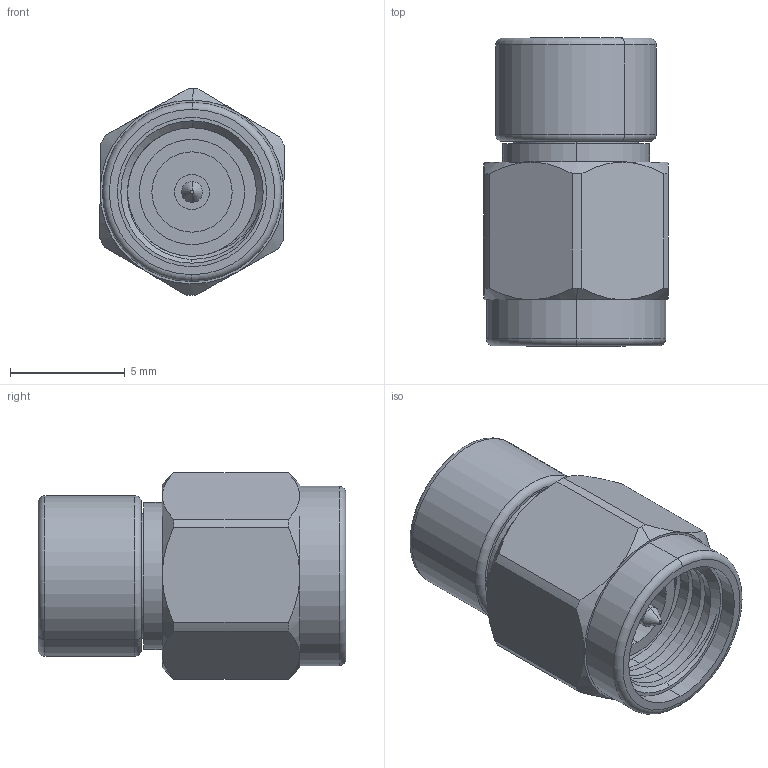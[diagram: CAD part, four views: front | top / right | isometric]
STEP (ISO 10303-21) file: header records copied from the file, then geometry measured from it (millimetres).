
FILE_DESCRIPTION (( 'STEP AP214' ), '1' );
FILE_NAME ('CM-3M-33-2, Defeatured.STEP', '2025-09-05T20:37:53', ( '' ), ( '' ), 'SwSTEP 2.0', 'SolidWorks 2021', '' );
FILE_SCHEMA (( 'AUTOMOTIVE_DESIGN' ));
Length unit declared in the file: inch
Products named in the file (1): CM-3M-33-2, Defeatured
Bounding box: 8.04 x 13.4 x 9 mm (x, y, z)
Volume: 479.1 mm3; surface area: 805.8 mm2
Topology: 3 solids, 3 shells, 100 faces, 220 edges, 138 vertices
Faces by surface type: cylinder 46, plane 24, cone 22, torus 6, bspline 2
Entity records: 5140 total; most frequent: CARTESIAN_POINT 1610, DIRECTION 477, ORIENTED_EDGE 440, EDGE_CURVE 220, AXIS2_PLACEMENT_3D 208, VERTEX_POINT 138, EDGE_LOOP 114, CIRCLE 109
